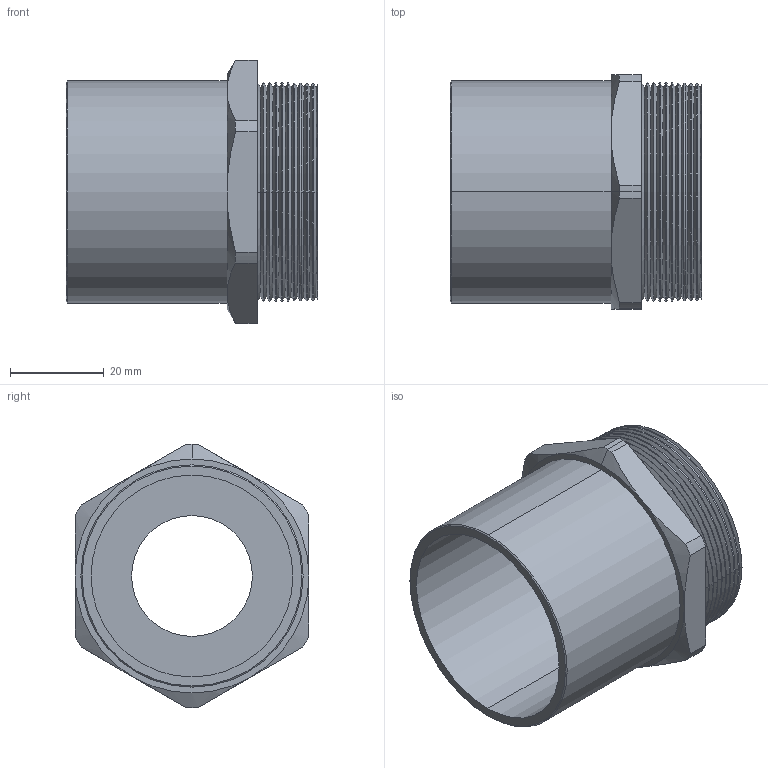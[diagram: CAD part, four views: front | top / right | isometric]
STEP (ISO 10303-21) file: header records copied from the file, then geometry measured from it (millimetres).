
FILE_DESCRIPTION (( 'STEP AP203' ), '1' );
FILE_NAME ('SM36AA-BK.STEP', '2010-12-13T20:45:50', ( 'Owner' ), ( '' ), 'SwSTEP 2.0', 'SolidWorks 2009', '' );
FILE_SCHEMA (( 'CONFIG_CONTROL_DESIGN' ));
Length unit declared in the file: inch
Products named in the file (1): SM36AA-BK
Bounding box: 53.85 x 50.04 x 56.29 mm (x, y, z)
Volume: 34598 mm3; surface area: 19027.3 mm2
Topology: 1 solids, 1 shells, 91 faces, 229 edges, 143 vertices
Faces by surface type: cone 69, cylinder 11, plane 11
Entity records: 2897 total; most frequent: CARTESIAN_POINT 540, DIRECTION 532, ORIENTED_EDGE 458, EDGE_CURVE 229, AXIS2_PLACEMENT_3D 223, VERTEX_POINT 143, CIRCLE 131, EDGE_LOOP 96
